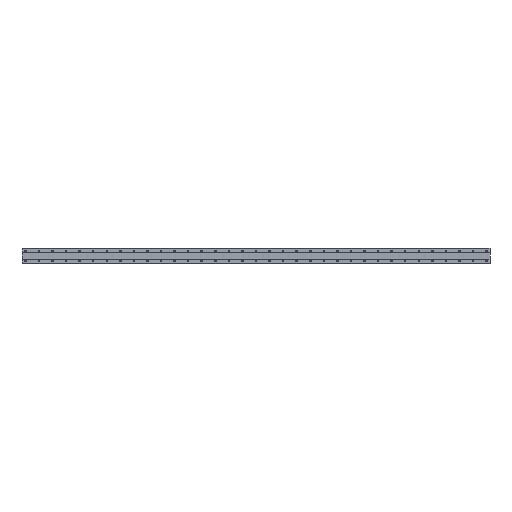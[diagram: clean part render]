
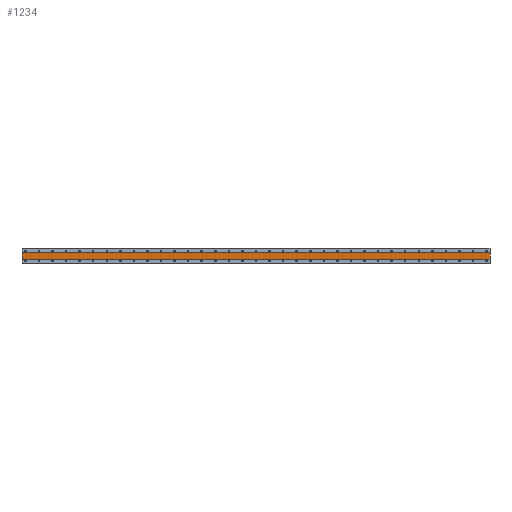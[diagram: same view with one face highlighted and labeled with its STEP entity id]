
A CAD part, front view. The second image highlights one B-rep face of the part: STEP entity #1234.
In plain terms, the highlighted planar face has unit normal (0, -1, 0).
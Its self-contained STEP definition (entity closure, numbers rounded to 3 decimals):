
#729 = VECTOR ( 'NONE', #5021, 1000. ) ;
#738 = DIRECTION ( 'NONE',  ( 0., 1., 0. ) ) ;
#1142 = CARTESIAN_POINT ( 'NONE',  ( -20., 1., -20. ) ) ;
#1234 = ADVANCED_FACE ( 'NONE', ( #2278 ), #9616, .F. ) ;
#1479 = VECTOR ( 'NONE', #8157, 1000. ) ;
#2278 = FACE_OUTER_BOUND ( 'NONE', #9065, .T. ) ;
#2401 = CARTESIAN_POINT ( 'NONE',  ( 2740., 1., 20. ) ) ;
#2517 = CARTESIAN_POINT ( 'NONE',  ( 2740., 1., 20. ) ) ;
#2893 = EDGE_CURVE ( 'NONE', #3703, #11903, #9809, .T. ) ;
#3421 = CARTESIAN_POINT ( 'NONE',  ( 2740., 1., -20. ) ) ;
#3703 = VERTEX_POINT ( 'NONE', #6088 ) ;
#3741 = DIRECTION ( 'NONE',  ( 0., 0., 1. ) ) ;
#4238 = VECTOR ( 'NONE', #11308, 1000. ) ;
#5021 = DIRECTION ( 'NONE',  ( 0., 0., -1. ) ) ;
#5148 = EDGE_CURVE ( 'NONE', #11903, #7172, #9393, .T. ) ;
#5357 = ORIENTED_EDGE ( 'NONE', *, *, #5148, .F. ) ;
#5496 = ORIENTED_EDGE ( 'NONE', *, *, #7414, .F. ) ;
#5619 = EDGE_CURVE ( 'NONE', #8699, #3703, #11372, .T. ) ;
#5804 = CARTESIAN_POINT ( 'NONE',  ( 2740., 1., 20. ) ) ;
#6088 = CARTESIAN_POINT ( 'NONE',  ( 2740., 1., -20. ) ) ;
#7172 = VERTEX_POINT ( 'NONE', #9868 ) ;
#7414 = EDGE_CURVE ( 'NONE', #7172, #8699, #8387, .T. ) ;
#7573 = DIRECTION ( 'NONE',  ( 0., 0., 1. ) ) ;
#7746 = AXIS2_PLACEMENT_3D ( 'NONE', #2517, #738, #3741 ) ;
#8157 = DIRECTION ( 'NONE',  ( -1., 0., 0. ) ) ;
#8301 = ORIENTED_EDGE ( 'NONE', *, *, #2893, .F. ) ;
#8387 = LINE ( 'NONE', #5804, #4238 ) ;
#8699 = VERTEX_POINT ( 'NONE', #9421 ) ;
#8985 = VECTOR ( 'NONE', #7573, 1000. ) ;
#9065 = EDGE_LOOP ( 'NONE', ( #8301, #9177, #5496, #5357 ) ) ;
#9177 = ORIENTED_EDGE ( 'NONE', *, *, #5619, .F. ) ;
#9393 = LINE ( 'NONE', #10431, #8985 ) ;
#9421 = CARTESIAN_POINT ( 'NONE',  ( 2740., 1., 20. ) ) ;
#9616 = PLANE ( 'NONE',  #7746 ) ;
#9809 = LINE ( 'NONE', #3421, #1479 ) ;
#9868 = CARTESIAN_POINT ( 'NONE',  ( -20., 1., 20. ) ) ;
#10431 = CARTESIAN_POINT ( 'NONE',  ( -20., 1., 20. ) ) ;
#11308 = DIRECTION ( 'NONE',  ( 1., 0., 0. ) ) ;
#11372 = LINE ( 'NONE', #2401, #729 ) ;
#11903 = VERTEX_POINT ( 'NONE', #1142 ) ;
